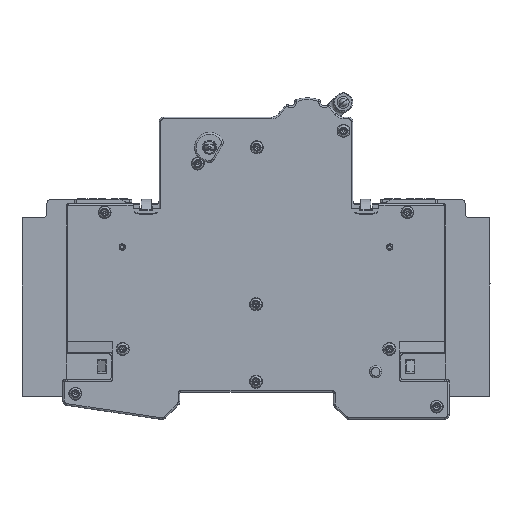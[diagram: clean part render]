
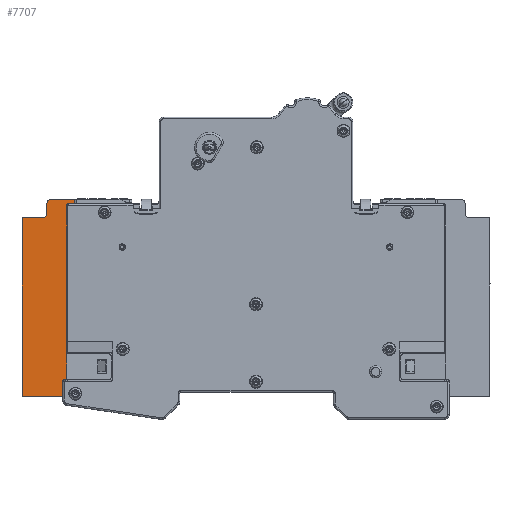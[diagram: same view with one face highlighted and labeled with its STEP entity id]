
A CAD part, left-side view. The second image highlights one B-rep face of the part: STEP entity #7707.
In plain terms, the highlighted planar face has unit normal (-1, 0, 0).
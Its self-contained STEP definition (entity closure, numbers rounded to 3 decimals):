
#7707=ADVANCED_FACE('NONE',(#17087),#17088,.T.);
#17087=FACE_OUTER_BOUND('',#38791,.T.);
#17088=PLANE('',#38792);
#38791=EDGE_LOOP('',(#73498,#73499,#73500,#73501,#73502,#73503,#73504,#73505,#73506,#73507,#73508,#73509,#73510,#73511,#73512,#73513,#73514,#73515));
#38792=AXIS2_PLACEMENT_3D('',#73516,#73517,#73518);
#73498=ORIENTED_EDGE('',*,*,#97276,.T.);
#73499=ORIENTED_EDGE('',*,*,#97277,.F.);
#73500=ORIENTED_EDGE('',*,*,#97278,.T.);
#73501=ORIENTED_EDGE('',*,*,#97279,.T.);
#73502=ORIENTED_EDGE('',*,*,#97215,.T.);
#73503=ORIENTED_EDGE('',*,*,#97280,.T.);
#73504=ORIENTED_EDGE('',*,*,#97281,.T.);
#73505=ORIENTED_EDGE('',*,*,#97195,.F.);
#73506=ORIENTED_EDGE('',*,*,#97189,.F.);
#73507=ORIENTED_EDGE('',*,*,#95169,.T.);
#73508=ORIENTED_EDGE('',*,*,#97282,.F.);
#73509=ORIENTED_EDGE('',*,*,#97283,.T.);
#73510=ORIENTED_EDGE('',*,*,#97284,.F.);
#73511=ORIENTED_EDGE('',*,*,#97285,.T.);
#73512=ORIENTED_EDGE('',*,*,#97286,.T.);
#73513=ORIENTED_EDGE('',*,*,#97287,.T.);
#73514=ORIENTED_EDGE('',*,*,#97288,.F.);
#73515=ORIENTED_EDGE('',*,*,#91410,.F.);
#73516=CARTESIAN_POINT('',(4.65,99.3,50.1));
#73517=DIRECTION('',(-1.0,0.0,0.0));
#73518=DIRECTION('',(0.0,0.0,-1.0));
#91410=EDGE_CURVE('NONE',#106850,#106852,#106853,.T.);
#95169=EDGE_CURVE('NONE',#112393,#112386,#112394,.T.);
#97189=EDGE_CURVE('NONE',#112393,#115375,#115376,.T.);
#97195=EDGE_CURVE('NONE',#115375,#115385,#115386,.T.);
#97215=EDGE_CURVE('NONE',#115421,#115419,#115422,.T.);
#97276=EDGE_CURVE('NONE',#106850,#115511,#115512,.T.);
#97277=EDGE_CURVE('NONE',#115513,#115511,#115514,.T.);
#97278=EDGE_CURVE('NONE',#115513,#115515,#115516,.T.);
#97279=EDGE_CURVE('NONE',#115515,#115421,#115517,.T.);
#97280=EDGE_CURVE('NONE',#115419,#115518,#115519,.T.);
#97281=EDGE_CURVE('NONE',#115518,#115385,#115520,.T.);
#97282=EDGE_CURVE('NONE',#115521,#112386,#115522,.T.);
#97283=EDGE_CURVE('NONE',#115521,#115523,#115524,.T.);
#97284=EDGE_CURVE('NONE',#115525,#115523,#115526,.T.);
#97285=EDGE_CURVE('NONE',#115525,#115527,#115528,.T.);
#97286=EDGE_CURVE('NONE',#115527,#115529,#115530,.T.);
#97287=EDGE_CURVE('NONE',#115529,#115531,#115532,.T.);
#97288=EDGE_CURVE('NONE',#106852,#115531,#115533,.T.);
#106850=VERTEX_POINT('NONE',#133206);
#106852=VERTEX_POINT('NONE',#133209);
#106853=LINE('',#133210,#133211);
#112386=VERTEX_POINT('NONE',#146114);
#112393=VERTEX_POINT('NONE',#146134);
#112394=LINE('',#146135,#146136);
#115375=VERTEX_POINT('NONE',#153751);
#115376=LINE('',#153752,#153753);
#115385=VERTEX_POINT('NONE',#153779);
#115386=LINE('',#153780,#153781);
#115419=VERTEX_POINT('NONE',#153871);
#115421=VERTEX_POINT('NONE',#153874);
#115422=LINE('',#153875,#153876);
#115511=VERTEX_POINT('NONE',#154058);
#115512=LINE('',#154059,#154060);
#115513=VERTEX_POINT('NONE',#154061);
#115514=CIRCLE('',#154062,0.3);
#115515=VERTEX_POINT('NONE',#154063);
#115516=LINE('',#154064,#154065);
#115517=CIRCLE('',#154066,1.0);
#115518=VERTEX_POINT('NONE',#154067);
#115519=CIRCLE('',#154068,1.0);
#115520=LINE('',#154069,#154070);
#115521=VERTEX_POINT('NONE',#154071);
#115522=LINE('',#154072,#154073);
#115523=VERTEX_POINT('NONE',#154074);
#115524=CIRCLE('',#154075,0.4);
#115525=VERTEX_POINT('NONE',#154076);
#115526=LINE('',#154077,#154078);
#115527=VERTEX_POINT('NONE',#154079);
#115528=LINE('',#154080,#154081);
#115529=VERTEX_POINT('NONE',#154082);
#115530=LINE('',#154083,#154084);
#115531=VERTEX_POINT('NONE',#154085);
#115532=CIRCLE('',#154086,0.3);
#115533=LINE('',#154087,#154088);
#133206=CARTESIAN_POINT('',(4.65,96.5,50.1));
#133209=CARTESIAN_POINT('',(4.65,97.7,50.1));
#133210=CARTESIAN_POINT('',(4.65,99.3,50.1));
#133211=VECTOR('',#173178,1000.0);
#146114=CARTESIAN_POINT('',(4.65,99.3,8.4));
#146134=CARTESIAN_POINT('',(4.65,99.3,5.3));
#146135=CARTESIAN_POINT('',(4.65,99.3,50.1));
#146136=VECTOR('',#176479,1000.0);
#153751=CARTESIAN_POINT('',(4.65,108.8,5.3));
#153752=CARTESIAN_POINT('',(4.65,108.8,5.3));
#153753=VECTOR('',#177742,1000.0);
#153779=CARTESIAN_POINT('',(4.65,108.8,46.8));
#153780=CARTESIAN_POINT('',(4.65,108.8,55.1));
#153781=VECTOR('',#177746,1000.0);
#153871=CARTESIAN_POINT('',(4.65,103.0,47.8));
#153874=CARTESIAN_POINT('',(4.65,103.0,50.1));
#153875=CARTESIAN_POINT('',(4.65,103.0,47.8));
#153876=VECTOR('',#177765,1000.0);
#154058=CARTESIAN_POINT('',(4.65,96.5,50.8));
#154059=CARTESIAN_POINT('',(4.65,96.5,51.1));
#154060=VECTOR('',#177817,1000.0);
#154061=CARTESIAN_POINT('',(4.65,96.8,51.1));
#154062=AXIS2_PLACEMENT_3D('',#177818,#177819,#177820);
#154063=CARTESIAN_POINT('',(4.65,102.0,51.1));
#154064=CARTESIAN_POINT('',(4.65,99.3,51.1));
#154065=VECTOR('',#177821,1000.0);
#154066=AXIS2_PLACEMENT_3D('',#177822,#177823,#177824);
#154067=CARTESIAN_POINT('',(4.65,104.0,46.8));
#154068=AXIS2_PLACEMENT_3D('',#177825,#177826,#177827);
#154069=CARTESIAN_POINT('',(4.65,99.3,46.8));
#154070=VECTOR('',#177828,1000.0);
#154071=CARTESIAN_POINT('',(4.65,99.3,8.8));
#154072=CARTESIAN_POINT('',(4.65,99.3,5.3));
#154073=VECTOR('',#177829,1000.0);
#154074=CARTESIAN_POINT('',(4.65,98.9,9.2));
#154075=AXIS2_PLACEMENT_3D('',#177830,#177831,#177832);
#154076=CARTESIAN_POINT('',(4.65,98.4,9.2));
#154077=CARTESIAN_POINT('',(4.65,99.3,9.2));
#154078=VECTOR('',#177833,1000.0);
#154079=CARTESIAN_POINT('',(4.65,98.4,15.7));
#154080=CARTESIAN_POINT('',(4.65,98.4,50.1));
#154081=VECTOR('',#177834,1000.0);
#154082=CARTESIAN_POINT('',(4.65,98.4,49.8));
#154083=CARTESIAN_POINT('',(4.65,98.4,50.1));
#154084=VECTOR('',#177835,1000.0);
#154085=CARTESIAN_POINT('',(4.65,98.1,50.1));
#154086=AXIS2_PLACEMENT_3D('',#177836,#177837,#177838);
#154087=CARTESIAN_POINT('',(4.65,99.3,50.1));
#154088=VECTOR('',#177839,1000.0);
#173178=DIRECTION('',(0.0,1.0,0.0));
#176479=DIRECTION('',(0.0,0.0,1.0));
#177742=DIRECTION('',(0.0,1.0,0.0));
#177746=DIRECTION('',(0.0,0.0,1.0));
#177765=DIRECTION('',(-0.0,-0.0,-1.0));
#177817=DIRECTION('',(0.0,0.0,1.0));
#177818=CARTESIAN_POINT('',(4.65,96.8,50.8));
#177819=DIRECTION('',(1.0,0.0,0.0));
#177820=DIRECTION('',(0.0,-1.0,0.0));
#177821=DIRECTION('',(0.0,1.0,0.0));
#177822=CARTESIAN_POINT('',(4.65,102.0,50.1));
#177823=DIRECTION('',(-1.0,0.0,0.0));
#177824=DIRECTION('',(0.0,-1.0,0.0));
#177825=CARTESIAN_POINT('',(4.65,104.0,47.8));
#177826=DIRECTION('',(1.0,0.0,0.0));
#177827=DIRECTION('',(0.0,-1.0,0.0));
#177828=DIRECTION('',(0.0,1.0,0.0));
#177829=DIRECTION('',(-0.0,-0.0,-1.0));
#177830=CARTESIAN_POINT('',(4.65,98.9,8.8));
#177831=DIRECTION('',(1.0,0.0,0.0));
#177832=DIRECTION('',(0.0,1.0,0.0));
#177833=DIRECTION('',(0.0,1.0,0.0));
#177834=DIRECTION('',(0.0,0.0,1.0));
#177835=DIRECTION('',(0.0,0.0,1.0));
#177836=CARTESIAN_POINT('',(4.65,98.1,49.8));
#177837=DIRECTION('',(1.0,0.0,0.0));
#177838=DIRECTION('',(0.0,-1.0,0.0));
#177839=DIRECTION('',(0.0,1.0,0.0));
